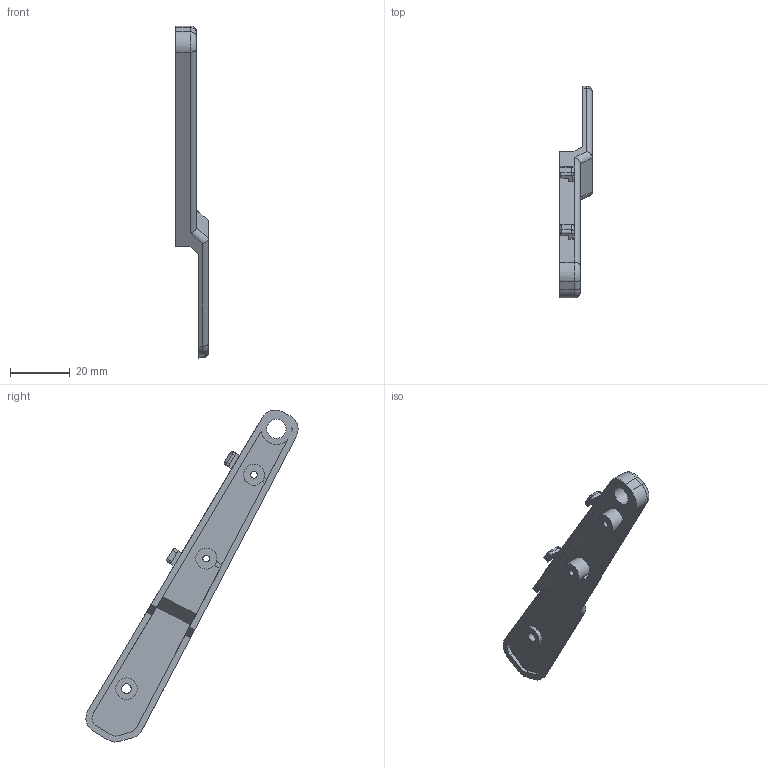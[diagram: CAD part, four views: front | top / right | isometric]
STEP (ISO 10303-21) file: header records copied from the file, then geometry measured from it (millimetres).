
FILE_DESCRIPTION(/* description */ (''),/* implementation_level */ '2;1');
FILE_NAME(/* name */ 'part08.step',/* time_stamp */ '2018-01-15T18:45:00+09:00',/* author */ (''),/* organization */ (''),/* preprocessor_version */ 'ST-DEVELOPER v16.13',/* originating_system */ 'Autodesk Translation Framework v6.5.0.72',/* authorisation */ '');
FILE_SCHEMA (('AUTOMOTIVE_DESIGN { 1 0 10303 214 3 1 1 }'));
Length unit declared in the file: millimetre
Products named in the file (1): Fusion コンポーネント
Bounding box: 11 x 70.75 x 110.69 mm (x, y, z)
Volume: 6142.5 mm3; surface area: 6786.3 mm2
Topology: 1 solids, 1 shells, 102 faces, 256 edges, 160 vertices
Faces by surface type: plane 47, cylinder 44, torus 5, bspline 4, sphere 2
Full cylindrical faces by diameter (mm): 2.2 x2, 3.2 x1, 4 x2, 6.4 x1, 7 x2, 7.2 x1
Entity records: 3113 total; most frequent: DIRECTION 551, CARTESIAN_POINT 551, ORIENTED_EDGE 512, EDGE_CURVE 256, AXIS2_PLACEMENT_3D 196, VERTEX_POINT 160, LINE 159, VECTOR 159
